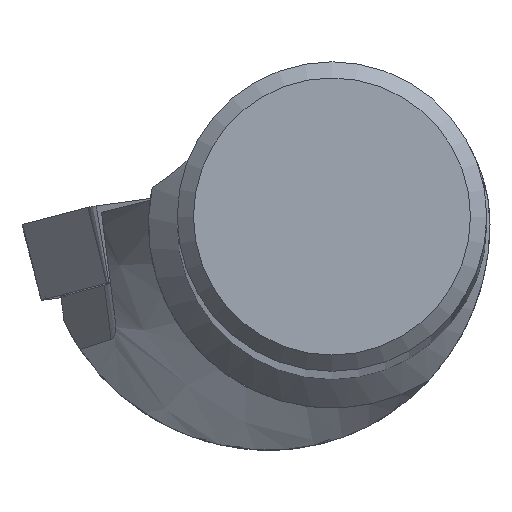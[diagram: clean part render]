
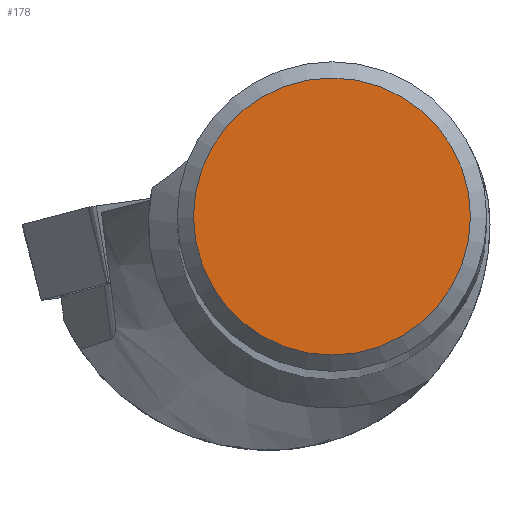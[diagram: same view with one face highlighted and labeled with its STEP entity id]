
A CAD part, top view. The second image highlights one B-rep face of the part: STEP entity #178.
In plain terms, the highlighted planar face has unit normal (0, 0, 1).
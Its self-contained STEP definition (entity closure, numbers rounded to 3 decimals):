
#140=FACE_OUTER_BOUND('',#365,.T.);
#178=ADVANCED_FACE('',(#140),#206,.T.);
#206=PLANE('',#911);
#365=EDGE_LOOP('',(#519));
#519=ORIENTED_EDGE('',*,*,#727,.T.);
#640=VERTEX_POINT('',#1510);
#727=EDGE_CURVE('',#640,#640,#766,.T.);
#766=CIRCLE('',#910,4.256);
#910=AXIS2_PLACEMENT_3D('',#1509,#1088,#1089);
#911=AXIS2_PLACEMENT_3D('',#1511,#1090,#1091);
#1088=DIRECTION('',(0.,0.,1.));
#1089=DIRECTION('',(1.,0.,0.));
#1090=DIRECTION('',(0.,0.,1.));
#1091=DIRECTION('',(1.,0.,0.));
#1509=CARTESIAN_POINT('',(0.,0.,0.));
#1510=CARTESIAN_POINT('',(4.256,0.,0.));
#1511=CARTESIAN_POINT('',(0.,0.,
0.));
